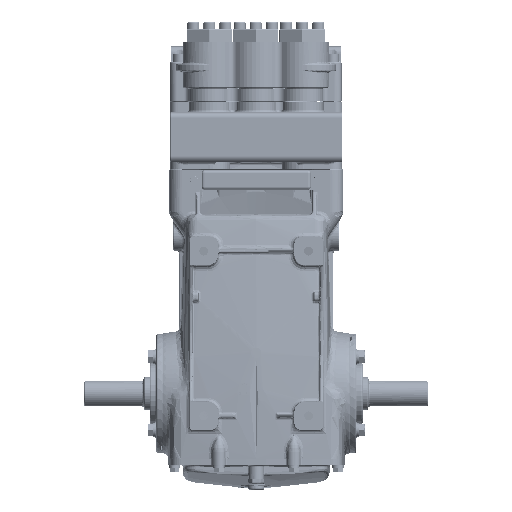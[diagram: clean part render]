
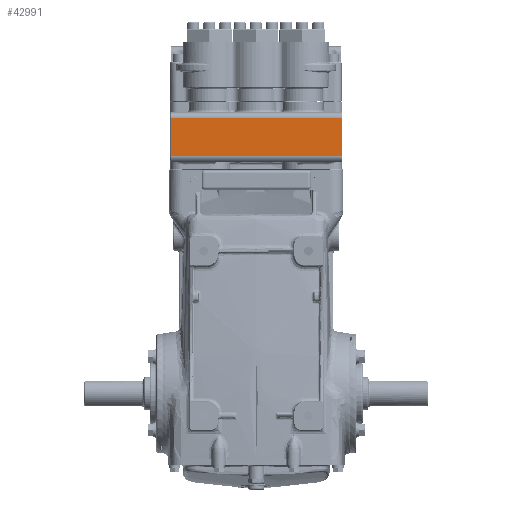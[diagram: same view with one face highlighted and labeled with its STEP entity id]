
A CAD part, front view. The second image highlights one B-rep face of the part: STEP entity #42991.
In plain terms, the highlighted planar face has unit normal (0, -1, 0).
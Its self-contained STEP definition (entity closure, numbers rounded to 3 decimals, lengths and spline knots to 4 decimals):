
#1969 = EDGE_LOOP ( 'NONE', ( #15645, #135247, #95277, #80275 ) ) ;
#3868 = CARTESIAN_POINT ( 'NONE',  ( 4.515, -4.4664, 12.4616 ) ) ;
#15645 = ORIENTED_EDGE ( 'NONE', *, *, #113334, .T. ) ;
#17101 = CARTESIAN_POINT ( 'NONE',  ( -4.5, -4.4664, 12.4616 ) ) ;
#19499 = CARTESIAN_POINT ( 'NONE',  ( 4.5, -4.4664, 14.7844 ) ) ;
#20549 = VERTEX_POINT ( 'NONE', #30757 ) ;
#30233 = DIRECTION ( 'NONE',  ( 0., 0., -1. ) ) ;
#30757 = CARTESIAN_POINT ( 'NONE',  ( 4.5, -4.4664, 14.4695 ) ) ;
#34932 = DIRECTION ( 'NONE',  ( -1., 0., 0. ) ) ;
#39786 = CARTESIAN_POINT ( 'NONE',  ( -4.5, -4.4664, 14.7844 ) ) ;
#42991 = ADVANCED_FACE ( 'NONE', ( #160769 ), #43168, .T. ) ;
#43168 = PLANE ( 'NONE',  #155531 ) ;
#43420 = EDGE_CURVE ( 'NONE', #20549, #115341, #100233, .T. ) ;
#56327 = DIRECTION ( 'NONE',  ( 1., 0., 0. ) ) ;
#56962 = VERTEX_POINT ( 'NONE', #97686 ) ;
#63901 = EDGE_CURVE ( 'NONE', #56962, #20549, #137187, .T. ) ;
#71953 = DIRECTION ( 'NONE',  ( 0., 0., 1. ) ) ;
#79180 = VECTOR ( 'NONE', #56327, 39.3701 ) ;
#79291 = CARTESIAN_POINT ( 'NONE',  ( -4.5, -4.4664, 14.4695 ) ) ;
#80275 = ORIENTED_EDGE ( 'NONE', *, *, #119166, .T. ) ;
#82103 = LINE ( 'NONE', #3868, #79180 ) ;
#92213 = DIRECTION ( 'NONE',  ( 0., 0., -1. ) ) ;
#95277 = ORIENTED_EDGE ( 'NONE', *, *, #43420, .T. ) ;
#95577 = CARTESIAN_POINT ( 'NONE',  ( 4.515, -4.4664, 14.7844 ) ) ;
#97686 = CARTESIAN_POINT ( 'NONE',  ( 4.5, -4.4664, 12.4616 ) ) ;
#100233 = LINE ( 'NONE', #152566, #158327 ) ;
#102617 = VECTOR ( 'NONE', #71953, 39.3701 ) ;
#113334 = EDGE_CURVE ( 'NONE', #115721, #56962, #82103, .T. ) ;
#115341 = VERTEX_POINT ( 'NONE', #79291 ) ;
#115721 = VERTEX_POINT ( 'NONE', #17101 ) ;
#116177 = VECTOR ( 'NONE', #92213, 39.3701 ) ;
#119166 = EDGE_CURVE ( 'NONE', #115341, #115721, #157412, .T. ) ;
#135247 = ORIENTED_EDGE ( 'NONE', *, *, #63901, .T. ) ;
#137187 = LINE ( 'NONE', #19499, #102617 ) ;
#147895 = DIRECTION ( 'NONE',  ( 0., -1., 0. ) ) ;
#152566 = CARTESIAN_POINT ( 'NONE',  ( -4.515, -4.4664, 14.4695 ) ) ;
#155531 = AXIS2_PLACEMENT_3D ( 'NONE', #95577, #147895, #30233 ) ;
#157412 = LINE ( 'NONE', #39786, #116177 ) ;
#158327 = VECTOR ( 'NONE', #34932, 39.3701 ) ;
#160769 = FACE_OUTER_BOUND ( 'NONE', #1969, .T. ) ;
